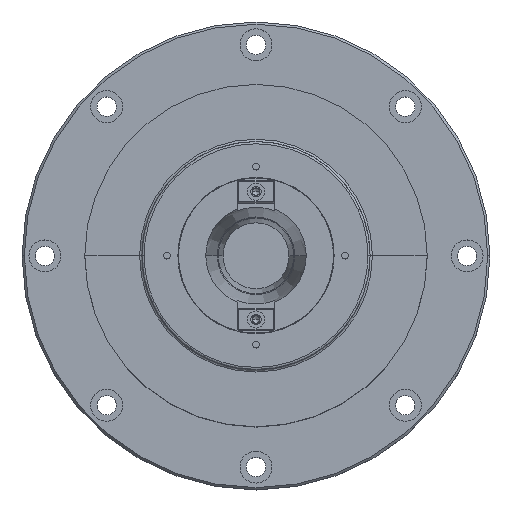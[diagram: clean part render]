
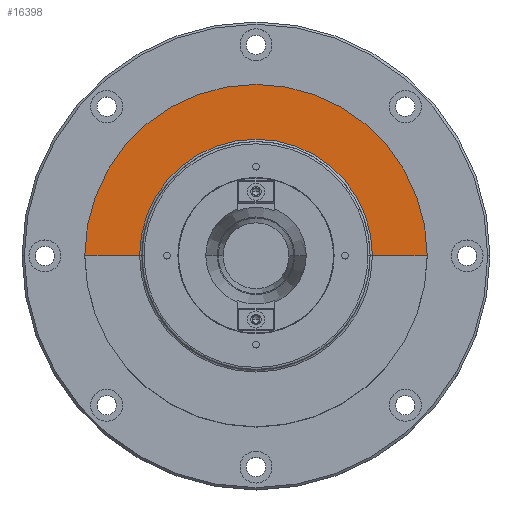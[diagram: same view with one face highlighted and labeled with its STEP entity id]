
A CAD part, top view. The second image highlights one B-rep face of the part: STEP entity #16398.
In plain terms, the highlighted conical face has half-angle 89.987 degrees and reference radius 75 mm.
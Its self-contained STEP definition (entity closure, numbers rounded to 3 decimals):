
#32 = LINE ( 'NONE', #10140, #17263 ) ;
#319 = EDGE_CURVE ( 'NONE', #13666, #3224, #32, .T. ) ;
#817 = VERTEX_POINT ( 'NONE', #6800 ) ;
#1885 = ORIENTED_EDGE ( 'NONE', *, *, #12315, .F. ) ;
#3028 = DIRECTION ( 'NONE',  ( 0., 0., 1. ) ) ;
#3196 = CARTESIAN_POINT ( 'NONE',  ( 7.996, 0., 51. ) ) ;
#3224 = VERTEX_POINT ( 'NONE', #4512 ) ;
#3329 = CARTESIAN_POINT ( 'NONE',  ( 7.99, 0., -75. ) ) ;
#4512 = CARTESIAN_POINT ( 'NONE',  ( 7.99, 0., 75. ) ) ;
#6800 = CARTESIAN_POINT ( 'NONE',  ( 7.996, 0., -51. ) ) ;
#7754 = EDGE_LOOP ( 'NONE', ( #18190, #1885, #14781, #14880 ) ) ;
#8354 = CARTESIAN_POINT ( 'NONE',  ( 7.99, 0., -75. ) ) ;
#8376 = DIRECTION ( 'NONE',  ( 0., 0., -1. ) ) ;
#9083 = CONICAL_SURFACE ( 'NONE', #9718, 75., 1.571 ) ;
#9718 = AXIS2_PLACEMENT_3D ( 'NONE', #13388, #11571, #3028 ) ;
#10140 = CARTESIAN_POINT ( 'NONE',  ( 7.99, 0., 75. ) ) ;
#10232 = CIRCLE ( 'NONE', #14495, 51. ) ;
#10597 = AXIS2_PLACEMENT_3D ( 'NONE', #20687, #17526, #21062 ) ;
#10803 = EDGE_CURVE ( 'NONE', #21763, #3224, #12458, .T. ) ;
#11106 = CARTESIAN_POINT ( 'NONE',  ( 7.996, 0., 0. ) ) ;
#11256 = DIRECTION ( 'NONE',  ( 0., 0., 1. ) ) ;
#11571 = DIRECTION ( 'NONE',  ( -1., 0., 0. ) ) ;
#12268 = VECTOR ( 'NONE', #8376, 1000. ) ;
#12315 = EDGE_CURVE ( 'NONE', #13666, #817, #10232, .T. ) ;
#12458 = CIRCLE ( 'NONE', #10597, 75. ) ;
#13388 = CARTESIAN_POINT ( 'NONE',  ( 7.99, 0., 0. ) ) ;
#13666 = VERTEX_POINT ( 'NONE', #3196 ) ;
#14070 = EDGE_CURVE ( 'NONE', #817, #21763, #19556, .T. ) ;
#14495 = AXIS2_PLACEMENT_3D ( 'NONE', #11106, #16202, #11256 ) ;
#14781 = ORIENTED_EDGE ( 'NONE', *, *, #319, .T. ) ;
#14880 = ORIENTED_EDGE ( 'NONE', *, *, #10803, .F. ) ;
#16202 = DIRECTION ( 'NONE',  ( -1., 0., 0. ) ) ;
#16398 = ADVANCED_FACE ( 'NONE', ( #17378 ), #9083, .F. ) ;
#17044 = DIRECTION ( 'NONE',  ( 0., 0., 1. ) ) ;
#17263 = VECTOR ( 'NONE', #17044, 1000. ) ;
#17378 = FACE_OUTER_BOUND ( 'NONE', #7754, .T. ) ;
#17526 = DIRECTION ( 'NONE',  ( 1., 0., 0. ) ) ;
#18190 = ORIENTED_EDGE ( 'NONE', *, *, #14070, .F. ) ;
#19556 = LINE ( 'NONE', #3329, #12268 ) ;
#20687 = CARTESIAN_POINT ( 'NONE',  ( 7.99, 0., 0. ) ) ;
#21062 = DIRECTION ( 'NONE',  ( 0., 0., 1. ) ) ;
#21763 = VERTEX_POINT ( 'NONE', #8354 ) ;
